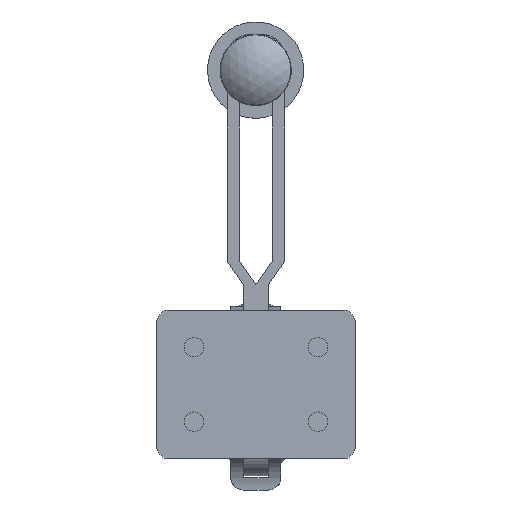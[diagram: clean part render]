
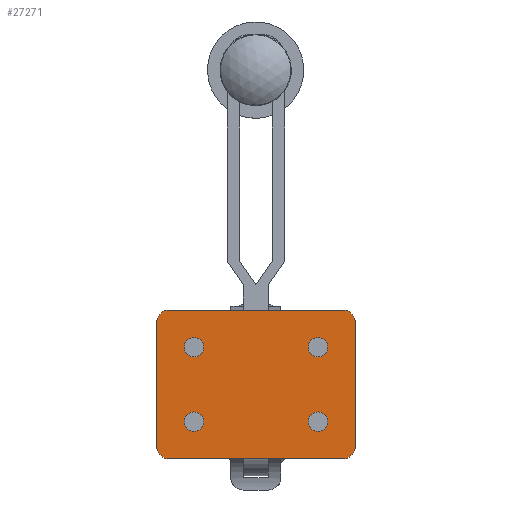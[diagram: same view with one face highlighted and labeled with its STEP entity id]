
A CAD part, front view. The second image highlights one B-rep face of the part: STEP entity #27271.
In plain terms, the highlighted face is planar.
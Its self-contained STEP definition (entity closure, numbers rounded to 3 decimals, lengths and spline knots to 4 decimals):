
#2115=FACE_BOUND('',#5676,.T.);
#2116=FACE_BOUND('',#5677,.T.);
#2117=FACE_BOUND('',#5678,.T.);
#2118=FACE_BOUND('',#5679,.T.);
#2456=CIRCLE('',#28581,0.125);
#2465=CIRCLE('',#28593,0.125);
#2466=CIRCLE('',#28596,0.125);
#2467=CIRCLE('',#28599,0.125);
#2470=CIRCLE('',#28605,0.098);
#2473=CIRCLE('',#28610,0.098);
#2476=CIRCLE('',#28615,0.098);
#2479=CIRCLE('',#28620,0.098);
#4100=FACE_OUTER_BOUND('',#5675,.T.);
#5675=EDGE_LOOP('',(#24129,#24130,#24131,#24132,#24133,#24134,#24135,#24136));
#5676=EDGE_LOOP('',(#24137));
#5677=EDGE_LOOP('',(#24138));
#5678=EDGE_LOOP('',(#24139));
#5679=EDGE_LOOP('',(#24140));
#7176=LINE('',#58052,#9395);
#7290=LINE('',#59047,#9509);
#7429=LINE('',#59947,#9648);
#7431=LINE('',#59956,#9650);
#9395=VECTOR('',#32349,0.3937);
#9509=VECTOR('',#32525,0.3937);
#9648=VECTOR('',#32696,0.3937);
#9650=VECTOR('',#32710,0.3937);
#11908=VERTEX_POINT('',#58046);
#11910=VERTEX_POINT('',#58050);
#12036=VERTEX_POINT('',#59041);
#12038=VERTEX_POINT('',#59045);
#12039=VERTEX_POINT('',#59050);
#12300=VERTEX_POINT('',#59941);
#12301=VERTEX_POINT('',#59945);
#12302=VERTEX_POINT('',#59952);
#12305=VERTEX_POINT('',#59964);
#12308=VERTEX_POINT('',#59974);
#12311=VERTEX_POINT('',#59984);
#12314=VERTEX_POINT('',#59994);
#15364=EDGE_CURVE('',#11910,#11908,#7176,.T.);
#15554=EDGE_CURVE('',#12038,#12036,#7290,.T.);
#15555=EDGE_CURVE('',#12036,#12039,#2456,.T.);
#15819=EDGE_CURVE('',#12300,#12038,#2465,.T.);
#15822=EDGE_CURVE('',#12301,#12300,#7429,.T.);
#15823=EDGE_CURVE('',#11908,#12301,#2466,.T.);
#15824=EDGE_CURVE('',#12302,#11910,#2467,.T.);
#15826=EDGE_CURVE('',#12039,#12302,#7431,.T.);
#15831=EDGE_CURVE('',#12305,#12305,#2470,.T.);
#15836=EDGE_CURVE('',#12308,#12308,#2473,.T.);
#15841=EDGE_CURVE('',#12311,#12311,#2476,.T.);
#15846=EDGE_CURVE('',#12314,#12314,#2479,.T.);
#24129=ORIENTED_EDGE('',*,*,#15555,.F.);
#24130=ORIENTED_EDGE('',*,*,#15554,.F.);
#24131=ORIENTED_EDGE('',*,*,#15819,.F.);
#24132=ORIENTED_EDGE('',*,*,#15822,.F.);
#24133=ORIENTED_EDGE('',*,*,#15823,.F.);
#24134=ORIENTED_EDGE('',*,*,#15364,.F.);
#24135=ORIENTED_EDGE('',*,*,#15824,.F.);
#24136=ORIENTED_EDGE('',*,*,#15826,.F.);
#24137=ORIENTED_EDGE('',*,*,#15841,.T.);
#24138=ORIENTED_EDGE('',*,*,#15831,.T.);
#24139=ORIENTED_EDGE('',*,*,#15836,.T.);
#24140=ORIENTED_EDGE('',*,*,#15846,.T.);
#24785=PLANE('',#28804);
#27271=ADVANCED_FACE('',(#4100,#2115,#2116,#2117,#2118),#24785,.F.);
#28581=AXIS2_PLACEMENT_3D('',#59051,#32530,#32531);
#28593=AXIS2_PLACEMENT_3D('',#59942,#32690,#32691);
#28596=AXIS2_PLACEMENT_3D('',#59949,#32699,#32700);
#28599=AXIS2_PLACEMENT_3D('',#59953,#32705,#32706);
#28605=AXIS2_PLACEMENT_3D('',#59966,#32721,#32722);
#28610=AXIS2_PLACEMENT_3D('',#59976,#32733,#32734);
#28615=AXIS2_PLACEMENT_3D('',#59986,#32745,#32746);
#28620=AXIS2_PLACEMENT_3D('',#59996,#32757,#32758);
#28804=AXIS2_PLACEMENT_3D('',#63329,#33585,#33586);
#32349=DIRECTION('',(0.,1.,0.));
#32525=DIRECTION('',(0.,-1.,0.));
#32530=DIRECTION('center_axis',(0.,0.,1.));
#32531=DIRECTION('ref_axis',(-0.707,-0.707,0.));
#32690=DIRECTION('center_axis',(0.,0.,1.));
#32691=DIRECTION('ref_axis',(-0.707,0.707,0.));
#32696=DIRECTION('',(-1.,0.,0.));
#32699=DIRECTION('center_axis',(0.,0.,1.));
#32700=DIRECTION('ref_axis',(0.707,0.707,0.));
#32705=DIRECTION('center_axis',(0.,0.,1.));
#32706=DIRECTION('ref_axis',(0.707,-0.707,0.));
#32710=DIRECTION('',(1.,0.,0.));
#32721=DIRECTION('center_axis',(0.,0.,1.));
#32722=DIRECTION('ref_axis',(1.,0.,0.));
#32733=DIRECTION('center_axis',(0.,0.,1.));
#32734=DIRECTION('ref_axis',(1.,0.,0.));
#32745=DIRECTION('center_axis',(0.,0.,1.));
#32746=DIRECTION('ref_axis',(1.,0.,0.));
#32757=DIRECTION('center_axis',(0.,0.,1.));
#32758=DIRECTION('ref_axis',(1.,0.,0.));
#33585=DIRECTION('center_axis',(0.,0.,1.));
#33586=DIRECTION('ref_axis',(1.,0.,0.));
#58046=CARTESIAN_POINT('',(0.75,0.875,-0.37));
#58050=CARTESIAN_POINT('',(0.75,-0.875,-0.37));
#58052=CARTESIAN_POINT('',(0.75,-1.,-0.37));
#59041=CARTESIAN_POINT('',(-0.75,-0.875,-0.37));
#59045=CARTESIAN_POINT('',(-0.75,0.875,-0.37));
#59047=CARTESIAN_POINT('',(-0.75,1.,-0.37));
#59050=CARTESIAN_POINT('',(-0.625,-1.,-0.37));
#59051=CARTESIAN_POINT('Origin',(-0.625,-0.875,-0.37));
#59941=CARTESIAN_POINT('',(-0.625,1.,-0.37));
#59942=CARTESIAN_POINT('Origin',(-0.625,0.875,-0.37));
#59945=CARTESIAN_POINT('',(0.625,1.,-0.37));
#59947=CARTESIAN_POINT('',(0.75,1.,-0.37));
#59949=CARTESIAN_POINT('Origin',(0.625,0.875,-0.37));
#59952=CARTESIAN_POINT('',(0.625,-1.,-0.37));
#59953=CARTESIAN_POINT('Origin',(0.625,-0.875,-0.37));
#59956=CARTESIAN_POINT('',(-0.75,-1.,-0.37));
#59964=CARTESIAN_POINT('',(0.277,-0.625,-0.37));
#59966=CARTESIAN_POINT('Origin',(0.375,-0.625,-0.37));
#59974=CARTESIAN_POINT('',(0.277,0.625,-0.37));
#59976=CARTESIAN_POINT('Origin',(0.375,0.625,-0.37));
#59984=CARTESIAN_POINT('',(-0.473,0.625,-0.37));
#59986=CARTESIAN_POINT('Origin',(-0.375,0.625,-0.37));
#59994=CARTESIAN_POINT('',(-0.473,-0.625,-0.37));
#59996=CARTESIAN_POINT('Origin',(-0.375,-0.625,-0.37));
#63329=CARTESIAN_POINT('Origin',(0.,0.,
-0.37));
